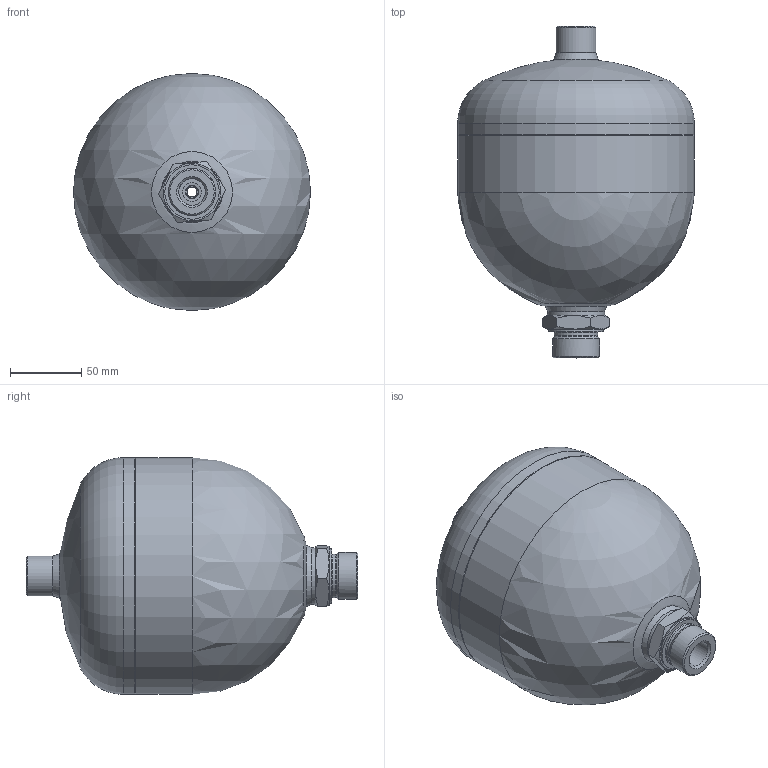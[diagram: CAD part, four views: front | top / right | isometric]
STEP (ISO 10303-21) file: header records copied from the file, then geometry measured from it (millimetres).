
FILE_DESCRIPTION((''),'2;1');
FILE_NAME('02207-01123.stp','2018-08-27T14:25:56',('M.Michel'),(''),'Autodesk Inventor 2010','Autodesk Inventor 2010','');
FILE_SCHEMA(('AUTOMOTIVE_DESIGN { 1 0 10303 214 1 1 1 1 }'));
Length unit declared in the file: millimetre
Products named in the file (7): 02207-01123; Welds_1; 42107-00141; 42107-00173; 42107-00176; 42105-00796; 42102-00097
Assembly tree (6 placements, depth 2):
  02207-01123
    Welds_1
    42107-00141
    42107-00173
    42107-00176
    42105-00796
    42102-00097
Bounding box: 166 x 232.55 x 166 mm (x, y, z)
Volume: 793044.4 mm3; surface area: 230169.1 mm2
Topology: 7 solids, 7 shells, 92 faces, 190 edges, 113 vertices
Faces by surface type: cone 24, cylinder 19, bspline 18, plane 18, torus 8, sphere 5
Full cylindrical faces by diameter (mm): 28 x1, 30.7 x1, 33 x1, 38 x1, 40 x1, 137.5 x1, 140.5 x1, 144.5 x1, 146 x1, 149.4 x1, 150 x4, 150.2 x1, 150.25 x1, 151.6 x1, 166 x2
Entity records: 2610 total; most frequent: CARTESIAN_POINT 831, DIRECTION 358, ORIENTED_EDGE 214, EDGE_LOOP 178, AXIS2_PLACEMENT_3D 176, EDGE_CURVE 107, VERTEX_POINT 101, FACE_OUTER_BOUND 92
